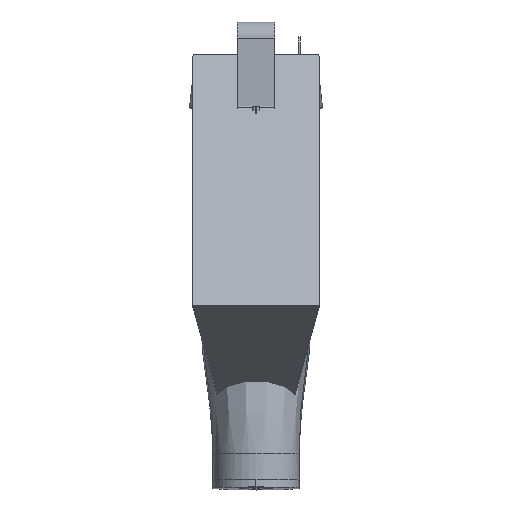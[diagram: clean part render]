
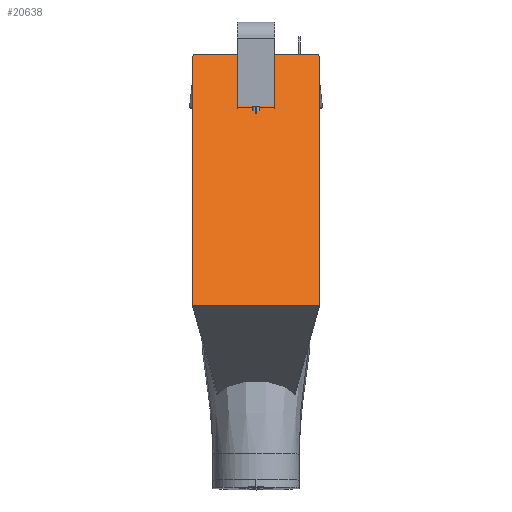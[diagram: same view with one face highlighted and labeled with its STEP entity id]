
A CAD part, top view. The second image highlights one B-rep face of the part: STEP entity #20638.
In plain terms, the highlighted planar face has unit normal (0, 0.551, 0.834).
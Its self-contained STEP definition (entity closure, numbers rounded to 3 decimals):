
#1263=B_SPLINE_CURVE_WITH_KNOTS('',3,(#46101,#46102,#46103,#46104,#46105,
#46106,#46107,#46108,#46109,#46110),.UNSPECIFIED.,.F.,.F.,(4,3,3,4),(0.039,
0.045,0.052,0.058),.UNSPECIFIED.);
#1276=B_SPLINE_CURVE_WITH_KNOTS('',3,(#46476,#46477,#46478,#46479,#46480,
#46481,#46482,#46483,#46484,#46485,#46486,#46487,#46488),.UNSPECIFIED.,
 .F.,.F.,(4,3,3,3,4),(0.,0.007,0.014,0.016,
0.019),.UNSPECIFIED.);
#1939=PLANE('',#21991);
#2910=FACE_OUTER_BOUND('',#4118,.T.);
#4118=EDGE_LOOP('',(#17897,#17898,#17899,#17900,#17901,#17902,#17903,#17904));
#5494=LINE('',#46058,#6960);
#5497=LINE('',#46493,#6963);
#5498=LINE('',#46496,#6964);
#5499=LINE('',#46497,#6965);
#6960=VECTOR('',#25601,10.);
#6963=VECTOR('',#25636,10.);
#6964=VECTOR('',#25639,10.);
#6965=VECTOR('',#25640,10.);
#7768=CIRCLE('',#21992,1.);
#7769=CIRCLE('',#21993,1.);
#9536=VERTEX_POINT('',#46055);
#9537=VERTEX_POINT('',#46057);
#9538=VERTEX_POINT('',#46089);
#9552=VERTEX_POINT('',#46455);
#9554=VERTEX_POINT('',#46471);
#9555=VERTEX_POINT('',#46490);
#9556=VERTEX_POINT('',#46492);
#9557=VERTEX_POINT('',#46494);
#12399=EDGE_CURVE('',#9536,#9537,#5494,.T.);
#12404=EDGE_CURVE('',#9537,#9538,#1263,.T.);
#12430=EDGE_CURVE('',#9554,#9552,#1276,.T.);
#12431=EDGE_CURVE('',#9555,#9536,#7768,.T.);
#12432=EDGE_CURVE('',#9555,#9556,#5497,.T.);
#12433=EDGE_CURVE('',#9557,#9556,#7769,.T.);
#12434=EDGE_CURVE('',#9552,#9557,#5498,.T.);
#12435=EDGE_CURVE('',#9538,#9554,#5499,.T.);
#17897=ORIENTED_EDGE('',*,*,#12404,.F.);
#17898=ORIENTED_EDGE('',*,*,#12399,.F.);
#17899=ORIENTED_EDGE('',*,*,#12431,.F.);
#17900=ORIENTED_EDGE('',*,*,#12432,.T.);
#17901=ORIENTED_EDGE('',*,*,#12433,.F.);
#17902=ORIENTED_EDGE('',*,*,#12434,.F.);
#17903=ORIENTED_EDGE('',*,*,#12430,.F.);
#17904=ORIENTED_EDGE('',*,*,#12435,.F.);
#20638=ADVANCED_FACE('',(#2910),#1939,.T.);
#21991=AXIS2_PLACEMENT_3D('',#46489,#25632,#25633);
#21992=AXIS2_PLACEMENT_3D('',#46491,#25634,#25635);
#21993=AXIS2_PLACEMENT_3D('',#46495,#25637,#25638);
#25601=DIRECTION('',(0.,-0.834,0.551));
#25632=DIRECTION('center_axis',(0.,0.551,0.834));
#25633=DIRECTION('ref_axis',(0.,0.834,-0.551));
#25634=DIRECTION('center_axis',(0.,-0.551,-0.834));
#25635=DIRECTION('ref_axis',(0.707,0.59,-0.39));
#25636=DIRECTION('',(-1.,0.,0.));
#25637=DIRECTION('center_axis',(0.,-0.551,-0.834));
#25638=DIRECTION('ref_axis',(-0.707,0.59,-0.39));
#25639=DIRECTION('',(0.,0.834,-0.551));
#25640=DIRECTION('',(-1.,0.,0.));
#46055=CARTESIAN_POINT('',(-33.901,-1.07,35.485));
#46057=CARTESIAN_POINT('',(-33.901,-77.65,86.111));
#46058=CARTESIAN_POINT('',(-33.901,7.394,29.889));
#46089=CARTESIAN_POINT('',(-34.087,-77.687,86.136));
#46101=CARTESIAN_POINT('Ctrl Pts',(-33.902,-77.65,
86.111));
#46102=CARTESIAN_POINT('Ctrl Pts',(-33.918,-77.656,
86.116));
#46103=CARTESIAN_POINT('Ctrl Pts',(-33.935,-77.663,
86.12));
#46104=CARTESIAN_POINT('Ctrl Pts',(-33.952,-77.668,
86.123));
#46105=CARTESIAN_POINT('Ctrl Pts',(-33.974,-77.674,
86.127));
#46106=CARTESIAN_POINT('Ctrl Pts',(-33.996,-77.679,
86.13));
#46107=CARTESIAN_POINT('Ctrl Pts',(-34.019,-77.682,86.133));
#46108=CARTESIAN_POINT('Ctrl Pts',(-34.041,-77.685,
86.135));
#46109=CARTESIAN_POINT('Ctrl Pts',(-34.064,-77.687,
86.136));
#46110=CARTESIAN_POINT('Ctrl Pts',(-34.087,-77.687,
86.136));
#46455=CARTESIAN_POINT('',(-72.895,-77.65,86.111));
#46471=CARTESIAN_POINT('',(-72.71,-77.687,86.136));
#46476=CARTESIAN_POINT('Ctrl Pts',(-72.71,-77.687,
86.136));
#46477=CARTESIAN_POINT('Ctrl Pts',(-72.732,-77.687,
86.136));
#46478=CARTESIAN_POINT('Ctrl Pts',(-72.754,-77.685,86.135));
#46479=CARTESIAN_POINT('Ctrl Pts',(-72.776,-77.682,
86.133));
#46480=CARTESIAN_POINT('Ctrl Pts',(-72.798,-77.679,
86.131));
#46481=CARTESIAN_POINT('Ctrl Pts',(-72.82,-77.674,
86.128));
#46482=CARTESIAN_POINT('Ctrl Pts',(-72.842,-77.668,86.124));
#46483=CARTESIAN_POINT('Ctrl Pts',(-72.85,-77.666,
86.122));
#46484=CARTESIAN_POINT('Ctrl Pts',(-72.857,-77.664,
86.12));
#46485=CARTESIAN_POINT('Ctrl Pts',(-72.865,-77.661,
86.119));
#46486=CARTESIAN_POINT('Ctrl Pts',(-72.875,-77.658,
86.116));
#46487=CARTESIAN_POINT('Ctrl Pts',(-72.885,-77.654,
86.114));
#46488=CARTESIAN_POINT('Ctrl Pts',(-72.895,-77.65,
86.111));
#46489=CARTESIAN_POINT('Origin',(-33.901,-77.687,86.136));
#46490=CARTESIAN_POINT('',(-34.901,-0.236,34.933));
#46491=CARTESIAN_POINT('Origin',(-34.901,-1.07,35.485));
#46492=CARTESIAN_POINT('',(-71.895,-0.236,34.933));
#46493=CARTESIAN_POINT('',(-33.901,-0.236,34.933));
#46494=CARTESIAN_POINT('',(-72.895,-1.07,35.485));
#46495=CARTESIAN_POINT('Origin',(-71.895,-1.07,35.485));
#46496=CARTESIAN_POINT('',(-72.895,-58.132,73.208));
#46497=CARTESIAN_POINT('',(-33.901,-77.687,86.136));
